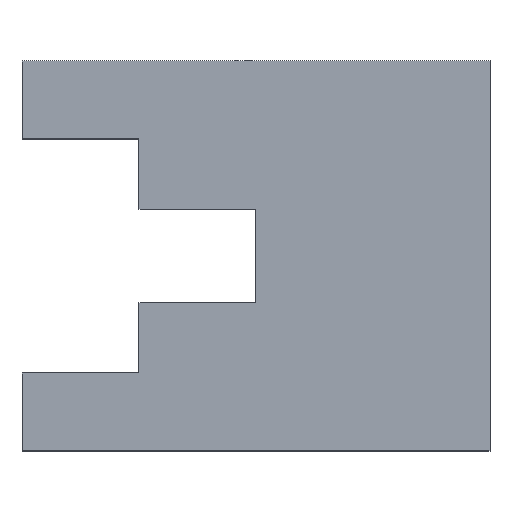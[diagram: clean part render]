
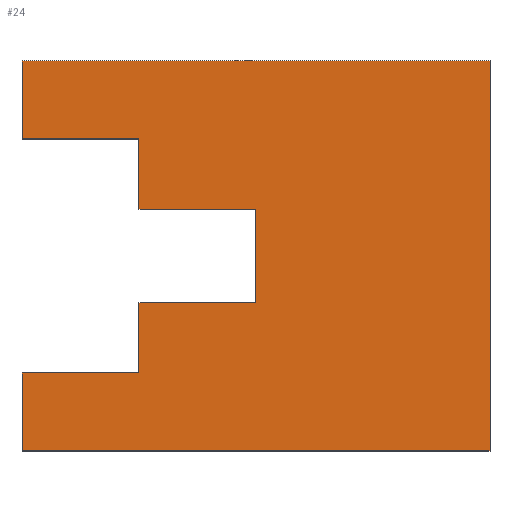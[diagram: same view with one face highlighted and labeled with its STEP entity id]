
A CAD part, top view. The second image highlights one B-rep face of the part: STEP entity #24.
In plain terms, the highlighted planar face has unit normal (0, 0, 1).
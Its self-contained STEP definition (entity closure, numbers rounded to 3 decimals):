
#5 = VERTEX_POINT ( 'NONE', #23 ) ;
#9 = VERTEX_POINT ( 'NONE', #200 ) ;
#11 = CARTESIAN_POINT ( 'NONE',  ( 0., 125., 3. ) ) ;
#16 = LINE ( 'NONE', #387, #311 ) ;
#18 = ORIENTED_EDGE ( 'NONE', *, *, #172, .F. ) ;
#20 = ORIENTED_EDGE ( 'NONE', *, *, #180, .T. ) ;
#23 = CARTESIAN_POINT ( 'NONE',  ( -75., 30., 3. ) ) ;
#24 = ADVANCED_FACE ( 'NONE', ( #341 ), #315, .T. ) ;
#29 = VECTOR ( 'NONE', #344, 1000. ) ;
#31 = EDGE_CURVE ( 'NONE', #47, #158, #16, .T. ) ;
#35 = EDGE_CURVE ( 'NONE', #352, #243, #216, .T. ) ;
#36 = DIRECTION ( 'NONE',  ( 0., -1., 0. ) ) ;
#41 = ORIENTED_EDGE ( 'NONE', *, *, #458, .F. ) ;
#43 = DIRECTION ( 'NONE',  ( 1., 0., 0. ) ) ;
#47 = VERTEX_POINT ( 'NONE', #457 ) ;
#49 = ORIENTED_EDGE ( 'NONE', *, *, #31, .F. ) ;
#51 = ORIENTED_EDGE ( 'NONE', *, *, #35, .T. ) ;
#53 = LINE ( 'NONE', #11, #367 ) ;
#63 = CARTESIAN_POINT ( 'NONE',  ( 0., 75., 3. ) ) ;
#78 = VERTEX_POINT ( 'NONE', #460 ) ;
#86 = AXIS2_PLACEMENT_3D ( 'NONE', #452, #132, #276 ) ;
#94 = DIRECTION ( 'NONE',  ( 1., 0., 0. ) ) ;
#96 = ORIENTED_EDGE ( 'NONE', *, *, #437, .T. ) ;
#100 = CARTESIAN_POINT ( 'NONE',  ( -75., 30., 3. ) ) ;
#102 = CARTESIAN_POINT ( 'NONE',  ( 0., -30., 3. ) ) ;
#105 = LINE ( 'NONE', #100, #142 ) ;
#113 = LINE ( 'NONE', #398, #293 ) ;
#123 = ORIENTED_EDGE ( 'NONE', *, *, #188, .F. ) ;
#131 = CARTESIAN_POINT ( 'NONE',  ( -150., 125., 3. ) ) ;
#132 = DIRECTION ( 'NONE',  ( 0., 0., 1. ) ) ;
#142 = VECTOR ( 'NONE', #213, 1000. ) ;
#148 = ORIENTED_EDGE ( 'NONE', *, *, #358, .F. ) ;
#152 = CARTESIAN_POINT ( 'NONE',  ( 0., -75., 3. ) ) ;
#158 = VERTEX_POINT ( 'NONE', #102 ) ;
#165 = VECTOR ( 'NONE', #36, 1000. ) ;
#169 = CARTESIAN_POINT ( 'NONE',  ( 150., 125., 3. ) ) ;
#170 = VERTEX_POINT ( 'NONE', #466 ) ;
#171 = ORIENTED_EDGE ( 'NONE', *, *, #212, .F. ) ;
#172 = EDGE_CURVE ( 'NONE', #158, #235, #176, .T. ) ;
#176 = LINE ( 'NONE', #252, #384 ) ;
#177 = CARTESIAN_POINT ( 'NONE',  ( -150., 0., 3. ) ) ;
#179 = CARTESIAN_POINT ( 'NONE',  ( -75., 0., 3. ) ) ;
#180 = EDGE_CURVE ( 'NONE', #47, #9, #420, .T. ) ;
#181 = LINE ( 'NONE', #152, #464 ) ;
#184 = VECTOR ( 'NONE', #357, 1000. ) ;
#188 = EDGE_CURVE ( 'NONE', #310, #9, #181, .T. ) ;
#191 = VECTOR ( 'NONE', #94, 1000. ) ;
#194 = CARTESIAN_POINT ( 'NONE',  ( -150., 75., 3. ) ) ;
#199 = CARTESIAN_POINT ( 'NONE',  ( -150., -75., 3. ) ) ;
#200 = CARTESIAN_POINT ( 'NONE',  ( -75., -75., 3. ) ) ;
#204 = CARTESIAN_POINT ( 'NONE',  ( -150., 0., 3. ) ) ;
#211 = ORIENTED_EDGE ( 'NONE', *, *, #278, .T. ) ;
#212 = EDGE_CURVE ( 'NONE', #306, #78, #113, .T. ) ;
#213 = DIRECTION ( 'NONE',  ( -1., 0., 0. ) ) ;
#216 = LINE ( 'NONE', #177, #418 ) ;
#235 = VERTEX_POINT ( 'NONE', #261 ) ;
#237 = DIRECTION ( 'NONE',  ( 1., 0., 0. ) ) ;
#243 = VERTEX_POINT ( 'NONE', #194 ) ;
#251 = LINE ( 'NONE', #179, #318 ) ;
#252 = CARTESIAN_POINT ( 'NONE',  ( 0., 30., 3. ) ) ;
#259 = ORIENTED_EDGE ( 'NONE', *, *, #339, .T. ) ;
#261 = CARTESIAN_POINT ( 'NONE',  ( 0., 30., 3. ) ) ;
#276 = DIRECTION ( 'NONE',  ( 1., 0., 0. ) ) ;
#278 = EDGE_CURVE ( 'NONE', #310, #170, #377, .T. ) ;
#280 = LINE ( 'NONE', #63, #184 ) ;
#293 = VECTOR ( 'NONE', #429, 1000. ) ;
#296 = EDGE_LOOP ( 'NONE', ( #41, #18, #49, #20, #123, #211, #259, #171, #148, #51, #96, #454 ) ) ;
#306 = VERTEX_POINT ( 'NONE', #169 ) ;
#310 = VERTEX_POINT ( 'NONE', #199 ) ;
#311 = VECTOR ( 'NONE', #389, 1000. ) ;
#315 = PLANE ( 'NONE',  #86 ) ;
#318 = VECTOR ( 'NONE', #388, 1000. ) ;
#322 = DIRECTION ( 'NONE',  ( 0., 1., 0. ) ) ;
#327 = DIRECTION ( 'NONE',  ( 0., -1., 0. ) ) ;
#339 = EDGE_CURVE ( 'NONE', #170, #78, #410, .T. ) ;
#341 = FACE_OUTER_BOUND ( 'NONE', #296, .T. ) ;
#344 = DIRECTION ( 'NONE',  ( 0., -1., 0. ) ) ;
#352 = VERTEX_POINT ( 'NONE', #131 ) ;
#357 = DIRECTION ( 'NONE',  ( 1., 0., 0. ) ) ;
#358 = EDGE_CURVE ( 'NONE', #352, #306, #53, .T. ) ;
#367 = VECTOR ( 'NONE', #237, 1000. ) ;
#377 = LINE ( 'NONE', #204, #29 ) ;
#382 = CARTESIAN_POINT ( 'NONE',  ( 0., -125., 3. ) ) ;
#384 = VECTOR ( 'NONE', #322, 1000. ) ;
#385 = CARTESIAN_POINT ( 'NONE',  ( -75., 75., 3. ) ) ;
#387 = CARTESIAN_POINT ( 'NONE',  ( -75., -30., 3. ) ) ;
#388 = DIRECTION ( 'NONE',  ( 0., -1., 0. ) ) ;
#389 = DIRECTION ( 'NONE',  ( 1., 0., 0. ) ) ;
#393 = CARTESIAN_POINT ( 'NONE',  ( -75., 0., 3. ) ) ;
#397 = VERTEX_POINT ( 'NONE', #385 ) ;
#398 = CARTESIAN_POINT ( 'NONE',  ( 150., 0., 3. ) ) ;
#410 = LINE ( 'NONE', #382, #191 ) ;
#418 = VECTOR ( 'NONE', #327, 1000. ) ;
#420 = LINE ( 'NONE', #393, #165 ) ;
#429 = DIRECTION ( 'NONE',  ( 0., -1., 0. ) ) ;
#437 = EDGE_CURVE ( 'NONE', #243, #397, #280, .T. ) ;
#452 = CARTESIAN_POINT ( 'NONE',  ( 0., 0., 3. ) ) ;
#454 = ORIENTED_EDGE ( 'NONE', *, *, #462, .T. ) ;
#457 = CARTESIAN_POINT ( 'NONE',  ( -75., -30., 3. ) ) ;
#458 = EDGE_CURVE ( 'NONE', #235, #5, #105, .T. ) ;
#460 = CARTESIAN_POINT ( 'NONE',  ( 150., -125., 3. ) ) ;
#462 = EDGE_CURVE ( 'NONE', #397, #5, #251, .T. ) ;
#464 = VECTOR ( 'NONE', #43, 1000. ) ;
#466 = CARTESIAN_POINT ( 'NONE',  ( -150., -125., 3. ) ) ;
